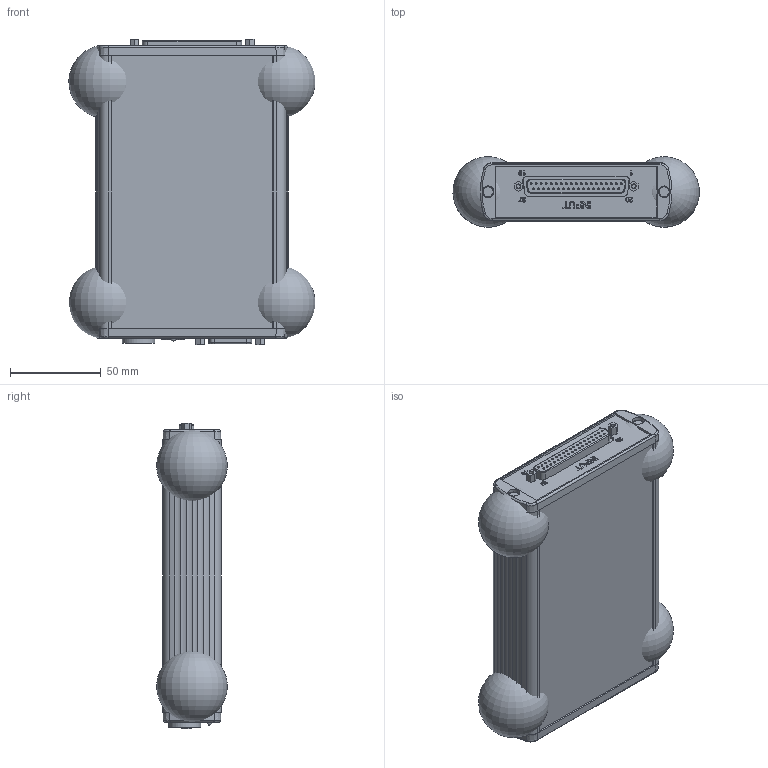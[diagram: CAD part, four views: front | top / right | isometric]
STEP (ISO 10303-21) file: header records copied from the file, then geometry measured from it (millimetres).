
FILE_DESCRIPTION(/* description */ ('Alibre Inc.'),/* implementation_level */ '2;1');
FILE_NAME(/* name */ 'export0',/* time_stamp */ '2016-10-24T16:21:31+02:00',/* author */ (''),/* organization */ (''),/* preprocessor_version */ 'ST-DEVELOPER v14',/* originating_system */ 'Alibre',/* authorisation */ '');
FILE_SCHEMA (('CONFIG_CONTROL_DESIGN'));
Length unit declared in the file: millimetre
Products named in the file (15): ID_1; ID_2; ID_3; ID_4; ID_5; ID_6; ID_7; ID_8; ID_9; ID_10; ID_11
Bounding box: 135.67 x 38.84 x 168.6 mm (x, y, z)
Volume: 255222.8 mm3; surface area: 166134.5 mm2
Topology: 22 solids, 22 shells, 1906 faces, 4838 edges, 3137 vertices
Faces by surface type: plane 767, cylinder 514, bspline 399, cone 96, torus 89, sphere 41
Full cylindrical faces by diameter (mm): 0.3 x2, 0.5 x2, 0.8 x111, 0.85 x30, 1 x18, 1.4 x1, 1.8 x1, 2 x3, 2.156 x4, 2.5 x3, 2.6 x1, 3 x16, 3.5 x8, 4 x3, 5 x4, 5.5 x6, 5.8 x1, 6 x2, 6.4 x8, 8 x1, 9.6 x1, 10.8 x1, 11 x1, 12.5 x1, 12.8 x1, 14.8 x1, 15.3 x1, 16.8 x1, 17.8 x1
Entity records: 55480 total; most frequent: CARTESIAN_POINT 14740, ORIENTED_EDGE 8182, DIRECTION 6607, EDGE_CURVE 4091, VERTEX_POINT 2865, AXIS2_PLACEMENT_3D 2632, FACE_BOUND 2422, EDGE_LOOP 2421
